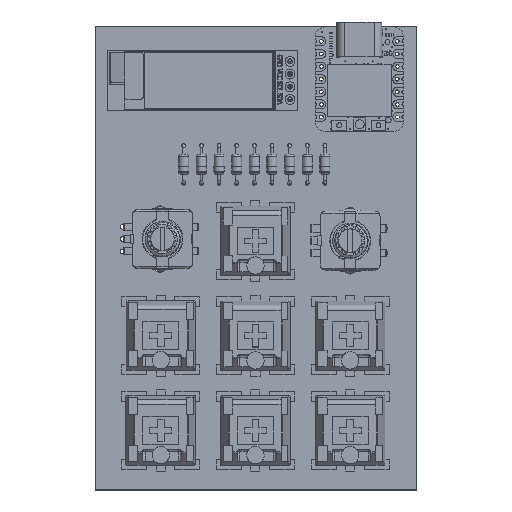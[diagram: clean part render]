
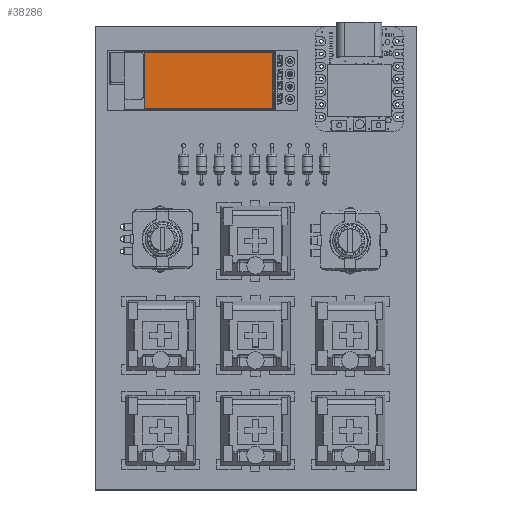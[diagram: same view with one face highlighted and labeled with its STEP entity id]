
A CAD part, top view. The second image highlights one B-rep face of the part: STEP entity #38286.
In plain terms, the highlighted planar face has unit normal (0, 0, 1).
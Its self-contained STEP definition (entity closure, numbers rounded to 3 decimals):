
#1543=PLANE('',#40561);
#3062=FACE_OUTER_BOUND('',#5236,.T.);
#5236=EDGE_LOOP('',(#27019,#27020,#27021,#27022));
#8048=LINE('',#56879,#11986);
#8051=LINE('',#56885,#11989);
#8054=LINE('',#56891,#11992);
#8057=LINE('',#56895,#11995);
#11986=VECTOR('',#44411,1.);
#11989=VECTOR('',#44416,1.);
#11992=VECTOR('',#44421,1.);
#11995=VECTOR('',#44426,1.);
#17097=VERTEX_POINT('',#56876);
#17098=VERTEX_POINT('',#56878);
#17100=VERTEX_POINT('',#56884);
#17102=VERTEX_POINT('',#56890);
#20875=EDGE_CURVE('',#17098,#17097,#8048,.T.);
#20878=EDGE_CURVE('',#17100,#17098,#8051,.T.);
#20881=EDGE_CURVE('',#17102,#17100,#8054,.T.);
#20884=EDGE_CURVE('',#17097,#17102,#8057,.T.);
#27019=ORIENTED_EDGE('',*,*,#20884,.T.);
#27020=ORIENTED_EDGE('',*,*,#20881,.T.);
#27021=ORIENTED_EDGE('',*,*,#20878,.T.);
#27022=ORIENTED_EDGE('',*,*,#20875,.T.);
#38286=ADVANCED_FACE('',(#3062),#1543,.T.);
#40561=AXIS2_PLACEMENT_3D('',#56896,#44427,#44428);
#44411=DIRECTION('',(0.,1.,0.));
#44416=DIRECTION('',(1.,0.,0.));
#44421=DIRECTION('',(0.,-1.,0.));
#44426=DIRECTION('',(-1.,0.,0.));
#44427=DIRECTION('center_axis',(0.,0.,1.));
#44428=DIRECTION('ref_axis',(1.,0.,0.));
#56876=CARTESIAN_POINT('',(11.7,5.65,2.51));
#56878=CARTESIAN_POINT('',(11.7,-5.65,2.51));
#56879=CARTESIAN_POINT('',(11.7,5.65,2.51));
#56884=CARTESIAN_POINT('',(-14.1,-5.65,2.51));
#56885=CARTESIAN_POINT('',(11.7,-5.65,2.51));
#56890=CARTESIAN_POINT('',(-14.1,5.65,2.51));
#56891=CARTESIAN_POINT('',(-14.1,-5.65,2.51));
#56895=CARTESIAN_POINT('',(-14.1,5.65,2.51));
#56896=CARTESIAN_POINT('Origin',(-1.2,0.,2.51));
